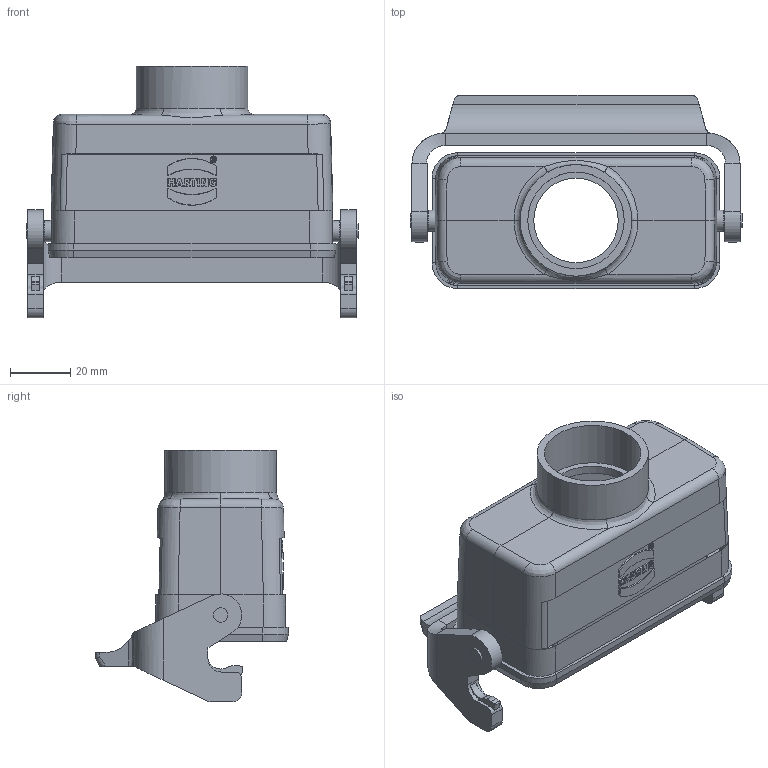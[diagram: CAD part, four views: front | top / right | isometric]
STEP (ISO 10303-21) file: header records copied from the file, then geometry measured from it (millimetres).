
FILE_DESCRIPTION(/* description */ (''),/* implementation_level */ '2;1');
FILE_NAME(/* name */ '100170509ugm000_d.stp',/* time_stamp */ '2020-01-09T11:05:21+01:00',/* author */ (''),/* organization */ (''),/* preprocessor_version */ 'ST-DEVELOPER v16.7',/* originating_system */ 'SIEMENS PLM Software NX 12.0',/* authorisation */ '');
FILE_SCHEMA (('AUTOMOTIVE_DESIGN { 1 0 10303 214 3 1 1 1 }'));
Length unit declared in the file: millimetre
Products named in the file (1): 100170509ugm000_d
Bounding box: 110.1 x 64.02 x 83.51 mm (x, y, z)
Volume: 70698.5 mm3; surface area: 43430.7 mm2
Topology: 2 solids, 2 shells, 360 faces, 925 edges, 583 vertices
Faces by surface type: plane 212, cylinder 88, bspline 52, cone 8
Full cylindrical faces by diameter (mm): 3 x4, 4.8 x2, 7 x2, 28 x1, 32 x1, 37 x1
Entity records: 14597 total; most frequent: CARTESIAN_POINT 3629, ORIENTED_EDGE 1790, DIRECTION 1656, EDGE_CURVE 895, VERTEX_POINT 575, LINE 572, VECTOR 572, AXIS2_PLACEMENT_3D 542
